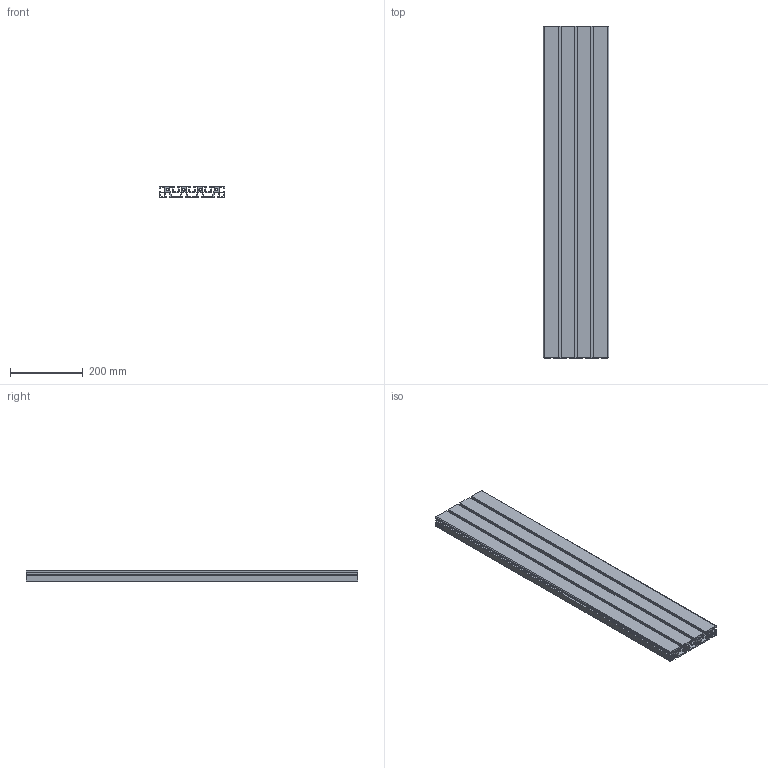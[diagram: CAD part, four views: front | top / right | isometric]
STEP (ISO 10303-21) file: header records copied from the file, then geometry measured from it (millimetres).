
FILE_DESCRIPTION(/* description */ (''),/* implementation_level */ '2;1');
FILE_NAME(/* name */ '10-18032-0-36IN.step',/* time_stamp */ '2024-11-08T14:42:24-05:00',/* author */ (''),/* organization */ (''),/* preprocessor_version */ 'ST-DEVELOPER v20',/* originating_system */ 'Autodesk Translation Framework v13.20.0.188',/* authorisation */ '');
FILE_SCHEMA (('AUTOMOTIVE_DESIGN { 1 0 10303 214 3 1 1 }'));
Length unit declared in the file: millimetre
Products named in the file (1): (Unsaved)
Bounding box: 180 x 914.4 x 32 mm (x, y, z)
Volume: 2093540 mm3; surface area: 1240370.7 mm2
Topology: 1 solids, 1 shells, 196 faces, 582 edges, 388 vertices
Faces by surface type: plane 130, cylinder 66
Full cylindrical faces by diameter (mm): 7.201 x2, 7.264 x2
Entity records: 6627 total; most frequent: CARTESIAN_POINT 1167, ORIENTED_EDGE 1164, DIRECTION 1108, EDGE_CURVE 582, LINE 450, VECTOR 450, VERTEX_POINT 388, AXIS2_PLACEMENT_3D 329
